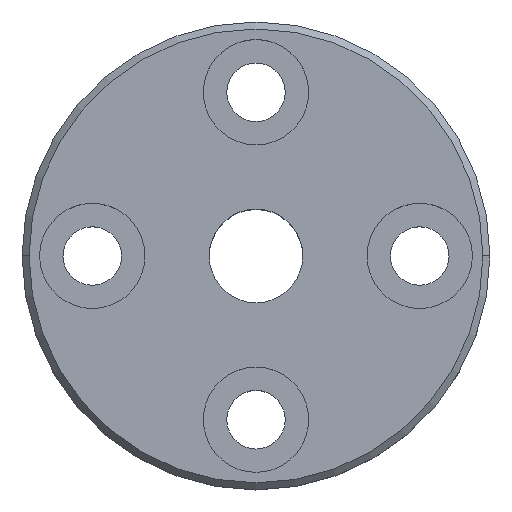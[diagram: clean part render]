
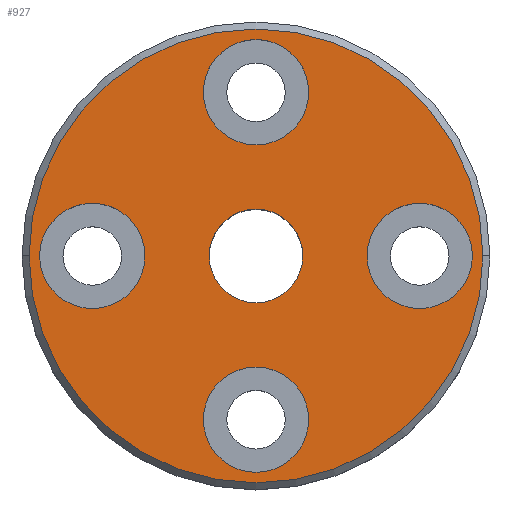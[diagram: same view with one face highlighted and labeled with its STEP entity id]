
A CAD part, top view. The second image highlights one B-rep face of the part: STEP entity #927.
In plain terms, the highlighted planar face has unit normal (0, 0, 1).
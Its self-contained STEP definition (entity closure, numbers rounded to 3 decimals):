
#3 = DIRECTION ( 'NONE',  ( 1., 0., 0. ) ) ;
#22 = VERTEX_POINT ( 'NONE', #110 ) ;
#33 = VERTEX_POINT ( 'NONE', #613 ) ;
#55 = FACE_BOUND ( 'NONE', #958, .T. ) ;
#57 = EDGE_CURVE ( 'NONE', #340, #1049, #540, .T. ) ;
#58 = FACE_BOUND ( 'NONE', #131, .T. ) ;
#62 = CARTESIAN_POINT ( 'NONE',  ( 0., -7., 12. ) ) ;
#101 = AXIS2_PLACEMENT_3D ( 'NONE', #1073, #980, #955 ) ;
#103 = AXIS2_PLACEMENT_3D ( 'NONE', #655, #568, #3 ) ;
#110 = CARTESIAN_POINT ( 'NONE',  ( 4.75, 0., 12. ) ) ;
#112 = CARTESIAN_POINT ( 'NONE',  ( -2.25, -7., 12. ) ) ;
#120 = EDGE_CURVE ( 'NONE', #696, #771, #825, .T. ) ;
#121 = AXIS2_PLACEMENT_3D ( 'NONE', #267, #190, #457 ) ;
#123 = CIRCLE ( 'NONE', #158, 9.7 ) ;
#130 = VERTEX_POINT ( 'NONE', #224 ) ;
#131 = EDGE_LOOP ( 'NONE', ( #276, #623 ) ) ;
#137 = CIRCLE ( 'NONE', #416, 2.25 ) ;
#140 = EDGE_CURVE ( 'NONE', #225, #626, #272, .T. ) ;
#153 = AXIS2_PLACEMENT_3D ( 'NONE', #398, #1085, #998 ) ;
#156 = FACE_BOUND ( 'NONE', #191, .T. ) ;
#158 = AXIS2_PLACEMENT_3D ( 'NONE', #882, #748, #1059 ) ;
#186 = AXIS2_PLACEMENT_3D ( 'NONE', #62, #660, #230 ) ;
#190 = DIRECTION ( 'NONE',  ( 0., 0., 1. ) ) ;
#191 = EDGE_LOOP ( 'NONE', ( #1020, #887 ) ) ;
#201 = EDGE_CURVE ( 'NONE', #626, #225, #451, .T. ) ;
#224 = CARTESIAN_POINT ( 'NONE',  ( 2., 0., 12. ) ) ;
#225 = VERTEX_POINT ( 'NONE', #931 ) ;
#230 = DIRECTION ( 'NONE',  ( 1., 0., 0. ) ) ;
#261 = AXIS2_PLACEMENT_3D ( 'NONE', #308, #658, #902 ) ;
#267 = CARTESIAN_POINT ( 'NONE',  ( 7., 0., 12. ) ) ;
#272 = CIRCLE ( 'NONE', #364, 2.25 ) ;
#275 = DIRECTION ( 'NONE',  ( 1., 0., 0. ) ) ;
#276 = ORIENTED_EDGE ( 'NONE', *, *, #57, .F. ) ;
#299 = DIRECTION ( 'NONE',  ( 0., 0., 1. ) ) ;
#308 = CARTESIAN_POINT ( 'NONE',  ( 0., 0., 12. ) ) ;
#318 = CARTESIAN_POINT ( 'NONE',  ( 7., 0., 12. ) ) ;
#319 = AXIS2_PLACEMENT_3D ( 'NONE', #318, #1081, #1096 ) ;
#324 = CARTESIAN_POINT ( 'NONE',  ( 0., 7., 12. ) ) ;
#340 = VERTEX_POINT ( 'NONE', #912 ) ;
#345 = ORIENTED_EDGE ( 'NONE', *, *, #665, .F. ) ;
#349 = EDGE_CURVE ( 'NONE', #1049, #340, #137, .T. ) ;
#364 = AXIS2_PLACEMENT_3D ( 'NONE', #1077, #299, #644 ) ;
#382 = CARTESIAN_POINT ( 'NONE',  ( -9.25, 0., 12. ) ) ;
#396 = DIRECTION ( 'NONE',  ( 0., 0., 1. ) ) ;
#398 = CARTESIAN_POINT ( 'NONE',  ( 0., 0., 12. ) ) ;
#399 = CARTESIAN_POINT ( 'NONE',  ( 0., 0., 12. ) ) ;
#400 = DIRECTION ( 'NONE',  ( 0., 0., 1. ) ) ;
#412 = FACE_BOUND ( 'NONE', #1032, .T. ) ;
#416 = AXIS2_PLACEMENT_3D ( 'NONE', #324, #498, #868 ) ;
#438 = VERTEX_POINT ( 'NONE', #112 ) ;
#449 = ORIENTED_EDGE ( 'NONE', *, *, #1067, .F. ) ;
#451 = CIRCLE ( 'NONE', #827, 2.25 ) ;
#457 = DIRECTION ( 'NONE',  ( 1., 0., 0. ) ) ;
#473 = EDGE_CURVE ( 'NONE', #22, #609, #932, .T. ) ;
#487 = FACE_BOUND ( 'NONE', #729, .T. ) ;
#493 = CIRCLE ( 'NONE', #261, 2. ) ;
#498 = DIRECTION ( 'NONE',  ( 0., 0., 1. ) ) ;
#499 = EDGE_LOOP ( 'NONE', ( #1043, #1035 ) ) ;
#514 = ORIENTED_EDGE ( 'NONE', *, *, #201, .F. ) ;
#540 = CIRCLE ( 'NONE', #895, 2.25 ) ;
#563 = CIRCLE ( 'NONE', #101, 2. ) ;
#568 = DIRECTION ( 'NONE',  ( 0., 0., 1. ) ) ;
#586 = AXIS2_PLACEMENT_3D ( 'NONE', #399, #396, #610 ) ;
#595 = VERTEX_POINT ( 'NONE', #945 ) ;
#609 = VERTEX_POINT ( 'NONE', #954 ) ;
#610 = DIRECTION ( 'NONE',  ( 1., 0., 0. ) ) ;
#613 = CARTESIAN_POINT ( 'NONE',  ( 2.25, -7., 12. ) ) ;
#619 = CIRCLE ( 'NONE', #186, 2.25 ) ;
#623 = ORIENTED_EDGE ( 'NONE', *, *, #349, .F. ) ;
#626 = VERTEX_POINT ( 'NONE', #382 ) ;
#644 = DIRECTION ( 'NONE',  ( 1., 0., 0. ) ) ;
#654 = EDGE_CURVE ( 'NONE', #771, #696, #123, .T. ) ;
#655 = CARTESIAN_POINT ( 'NONE',  ( 0., -7., 12. ) ) ;
#658 = DIRECTION ( 'NONE',  ( 0., 0., 1. ) ) ;
#660 = DIRECTION ( 'NONE',  ( 0., 0., 1. ) ) ;
#665 = EDGE_CURVE ( 'NONE', #33, #438, #619, .T. ) ;
#682 = ORIENTED_EDGE ( 'NONE', *, *, #140, .F. ) ;
#696 = VERTEX_POINT ( 'NONE', #971 ) ;
#729 = EDGE_LOOP ( 'NONE', ( #952, #449 ) ) ;
#748 = DIRECTION ( 'NONE',  ( 0., 0., 1. ) ) ;
#757 = CIRCLE ( 'NONE', #319, 2.25 ) ;
#771 = VERTEX_POINT ( 'NONE', #1004 ) ;
#783 = ORIENTED_EDGE ( 'NONE', *, *, #903, .F. ) ;
#787 = CARTESIAN_POINT ( 'NONE',  ( 0., 7., 12. ) ) ;
#806 = EDGE_CURVE ( 'NONE', #595, #130, #563, .T. ) ;
#820 = CARTESIAN_POINT ( 'NONE',  ( -7., 0., 12. ) ) ;
#825 = CIRCLE ( 'NONE', #153, 9.7 ) ;
#827 = AXIS2_PLACEMENT_3D ( 'NONE', #820, #400, #1091 ) ;
#831 = PLANE ( 'NONE',  #586 ) ;
#868 = DIRECTION ( 'NONE',  ( 1., 0., 0. ) ) ;
#882 = CARTESIAN_POINT ( 'NONE',  ( 0., 0., 12. ) ) ;
#887 = ORIENTED_EDGE ( 'NONE', *, *, #473, .F. ) ;
#895 = AXIS2_PLACEMENT_3D ( 'NONE', #787, #951, #275 ) ;
#902 = DIRECTION ( 'NONE',  ( 1., 0., 0. ) ) ;
#903 = EDGE_CURVE ( 'NONE', #438, #33, #1012, .T. ) ;
#912 = CARTESIAN_POINT ( 'NONE',  ( 2.25, 7., 12. ) ) ;
#913 = FACE_OUTER_BOUND ( 'NONE', #499, .T. ) ;
#927 = ADVANCED_FACE ( 'NONE', ( #913, #156, #412, #55, #58, #487 ), #831, .T. ) ;
#931 = CARTESIAN_POINT ( 'NONE',  ( -4.75, 0., 12. ) ) ;
#932 = CIRCLE ( 'NONE', #121, 2.25 ) ;
#945 = CARTESIAN_POINT ( 'NONE',  ( -2., 0., 12. ) ) ;
#951 = DIRECTION ( 'NONE',  ( 0., 0., 1. ) ) ;
#952 = ORIENTED_EDGE ( 'NONE', *, *, #806, .F. ) ;
#954 = CARTESIAN_POINT ( 'NONE',  ( 9.25, 0., 12. ) ) ;
#955 = DIRECTION ( 'NONE',  ( 1., 0., 0. ) ) ;
#958 = EDGE_LOOP ( 'NONE', ( #682, #514 ) ) ;
#971 = CARTESIAN_POINT ( 'NONE',  ( 9.7, 0., 12. ) ) ;
#980 = DIRECTION ( 'NONE',  ( 0., 0., 1. ) ) ;
#998 = DIRECTION ( 'NONE',  ( 1., 0., 0. ) ) ;
#1004 = CARTESIAN_POINT ( 'NONE',  ( -9.7, 0., 12. ) ) ;
#1012 = CIRCLE ( 'NONE', #103, 2.25 ) ;
#1020 = ORIENTED_EDGE ( 'NONE', *, *, #1025, .F. ) ;
#1025 = EDGE_CURVE ( 'NONE', #609, #22, #757, .T. ) ;
#1032 = EDGE_LOOP ( 'NONE', ( #345, #783 ) ) ;
#1035 = ORIENTED_EDGE ( 'NONE', *, *, #120, .T. ) ;
#1043 = ORIENTED_EDGE ( 'NONE', *, *, #654, .T. ) ;
#1049 = VERTEX_POINT ( 'NONE', #1089 ) ;
#1059 = DIRECTION ( 'NONE',  ( 1., 0., 0. ) ) ;
#1067 = EDGE_CURVE ( 'NONE', #130, #595, #493, .T. ) ;
#1073 = CARTESIAN_POINT ( 'NONE',  ( 0., 0., 12. ) ) ;
#1077 = CARTESIAN_POINT ( 'NONE',  ( -7., 0., 12. ) ) ;
#1081 = DIRECTION ( 'NONE',  ( 0., 0., 1. ) ) ;
#1085 = DIRECTION ( 'NONE',  ( 0., 0., 1. ) ) ;
#1089 = CARTESIAN_POINT ( 'NONE',  ( -2.25, 7., 12. ) ) ;
#1091 = DIRECTION ( 'NONE',  ( 1., 0., 0. ) ) ;
#1096 = DIRECTION ( 'NONE',  ( 1., 0., 0. ) ) ;
